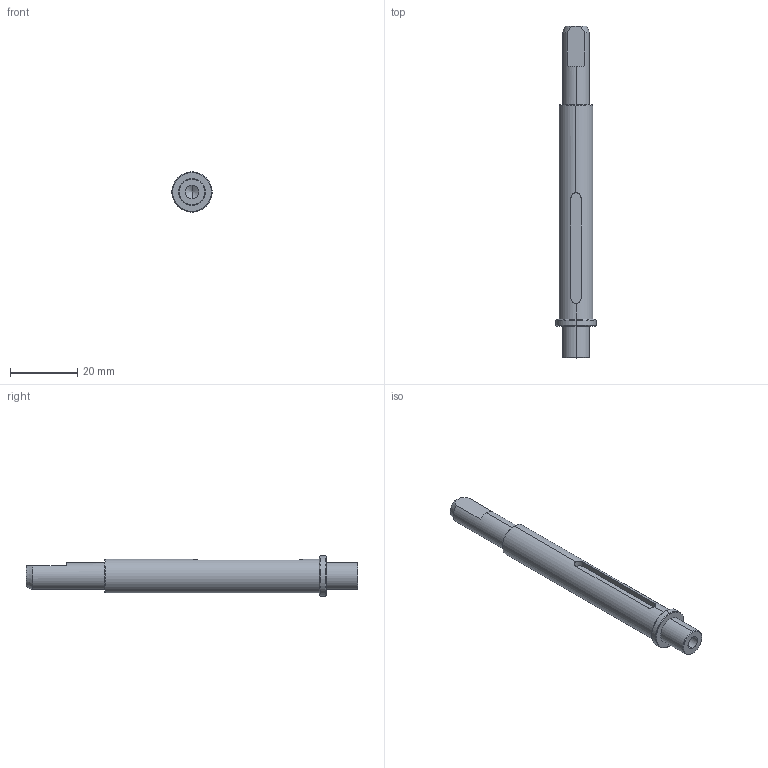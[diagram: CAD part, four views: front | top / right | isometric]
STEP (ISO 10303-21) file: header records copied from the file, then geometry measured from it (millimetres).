
FILE_DESCRIPTION (( 'STEP AP214' ), '1' );
FILE_NAME ('AV2_P1_USI_PM009.STEP', '2021-01-18T14:31:14', ( '' ), ( '' ), 'SwSTEP 2.0', 'SolidWorks 2016', '' );
FILE_SCHEMA (( 'AUTOMOTIVE_DESIGN' ));
Length unit declared in the file: millimetre
Products named in the file (1): AV2_P1_USI_PM009
Bounding box: 12 x 99 x 12 mm (x, y, z)
Volume: 6616.4 mm3; surface area: 3278.3 mm2
Topology: 1 solids, 1 shells, 34 faces, 76 edges, 46 vertices
Faces by surface type: cone 12, cylinder 12, plane 10
Entity records: 1016 total; most frequent: CARTESIAN_POINT 217, DIRECTION 172, ORIENTED_EDGE 148, EDGE_CURVE 74, AXIS2_PLACEMENT_3D 69, VERTEX_POINT 46, EDGE_LOOP 38, VECTOR 34
